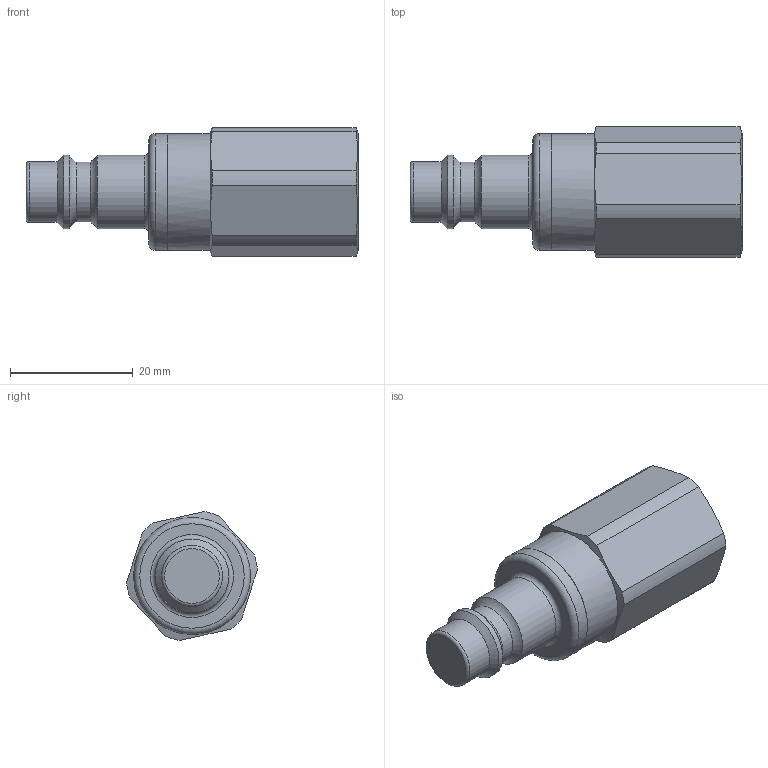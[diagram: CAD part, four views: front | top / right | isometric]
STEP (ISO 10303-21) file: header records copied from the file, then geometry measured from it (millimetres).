
FILE_DESCRIPTION((''),'2;1');
FILE_NAME('25sbiw13evx.stp','2014-01-27T07:46:13',('IA176480'),(''),'Autodesk Inventor 2013','Autodesk Inventor 2013','');
FILE_SCHEMA(('AUTOMOTIVE_DESIGN { 1 0 10303 214 1 1 1 1 }'));
Length unit declared in the file: millimetre
Products named in the file (1): D108505
Bounding box: 54 x 21.29 x 20.98 mm (x, y, z)
Volume: 11510.3 mm3; surface area: 4280.8 mm2
Topology: 1 solids, 3 shells, 44 faces, 96 edges, 60 vertices
Faces by surface type: cylinder 17, plane 14, torus 7, cone 6
Full cylindrical faces by diameter (mm): 9.75 x1, 9.9 x1, 11.445 x1, 12 x2, 14.5 x1, 15.241 x1, 15.6 x2, 18.95 x1, 19 x1
Entity records: 1106 total; most frequent: CARTESIAN_POINT 189, DIRECTION 186, ORIENTED_EDGE 132, AXIS2_PLACEMENT_3D 87, EDGE_LOOP 74, EDGE_CURVE 66, VERTEX_POINT 54, FACE_OUTER_BOUND 44
